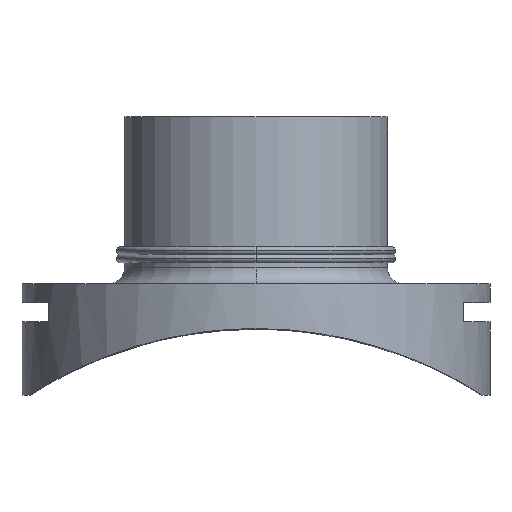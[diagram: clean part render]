
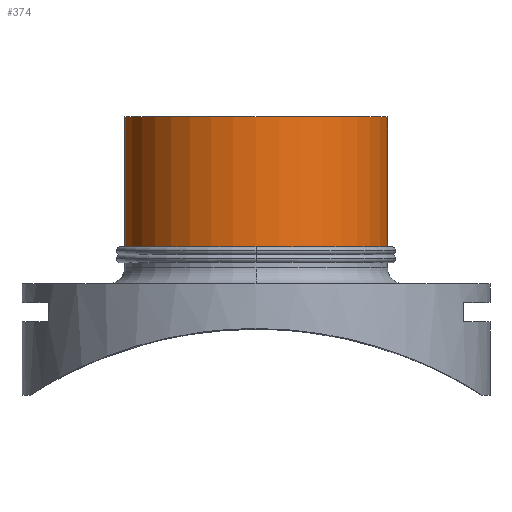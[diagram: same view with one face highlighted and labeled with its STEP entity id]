
A CAD part, top view. The second image highlights one B-rep face of the part: STEP entity #374.
In plain terms, the highlighted cylindrical face has radius 157.5 mm (diameter 315 mm), a partial arc.
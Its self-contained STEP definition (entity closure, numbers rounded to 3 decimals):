
#334 = EDGE_CURVE( '', #698, #384, #826, .T. );
#336 = EDGE_CURVE( '', #384, #600, #828, .T. );
#356 = VERTEX_POINT( '', #850 );
#374 = ADVANCED_FACE( '', ( #870 ), #871, .T. );
#384 = VERTEX_POINT( '', #883 );
#390 = VERTEX_POINT( '', #889 );
#418 = EDGE_CURVE( '', #390, #698, #922, .T. );
#508 = EDGE_CURVE( '', #600, #356, #1028, .T. );
#600 = VERTEX_POINT( '', #1132 );
#698 = VERTEX_POINT( '', #1237 );
#700 = EDGE_CURVE( '', #356, #390, #1239, .T. );
#826 = CIRCLE( '', #1445, 157.5 );
#828 = LINE( '', #1448, #1449 );
#850 = CARTESIAN_POINT( '', ( -157.5, 333., 0. ) );
#870 = FACE_OUTER_BOUND( '', #1500, .T. );
#871 = CYLINDRICAL_SURFACE( '', #1501, 157.5 );
#883 = CARTESIAN_POINT( '', ( 157.5, 172.725, 0. ) );
#889 = CARTESIAN_POINT( '', ( -157.5, 172.725, 0. ) );
#922 = CIRCLE( '', #1561, 157.5 );
#1028 = CIRCLE( '', #1765, 157.5 );
#1132 = CARTESIAN_POINT( '', ( 157.5, 333., 0. ) );
#1237 = CARTESIAN_POINT( '', ( 0., 172.725, 157.5 ) );
#1239 = LINE( '', #2159, #2160 );
#1445 = AXIS2_PLACEMENT_3D( '', #2310, #2311, #2312 );
#1448 = CARTESIAN_POINT( '', ( 157.5, 242.633, 0. ) );
#1449 = VECTOR( '', #2313, 1. );
#1500 = EDGE_LOOP( '', ( #2361, #2362, #2363, #2364, #2365 ) );
#1501 = AXIS2_PLACEMENT_3D( '', #2366, #2367, #2368 );
#1561 = AXIS2_PLACEMENT_3D( '', #2428, #2429, #2430 );
#1765 = AXIS2_PLACEMENT_3D( '', #2567, #2568, #2569 );
#2159 = CARTESIAN_POINT( '', ( -157.5, 242.633, 0. ) );
#2160 = VECTOR( '', #2837, 1. );
#2310 = CARTESIAN_POINT( '', ( 0., 172.725, 0. ) );
#2311 = DIRECTION( '', ( 0., 1., 0. ) );
#2312 = DIRECTION( '', ( -1., 0., 0. ) );
#2313 = DIRECTION( '', ( 0., 1., 0. ) );
#2361 = ORIENTED_EDGE( '', *, *, #700, .T. );
#2362 = ORIENTED_EDGE( '', *, *, #418, .T. );
#2363 = ORIENTED_EDGE( '', *, *, #334, .T. );
#2364 = ORIENTED_EDGE( '', *, *, #336, .T. );
#2365 = ORIENTED_EDGE( '', *, *, #508, .T. );
#2366 = CARTESIAN_POINT( '', ( 0., 242.633, 0. ) );
#2367 = DIRECTION( '', ( 0., 1., 0. ) );
#2368 = DIRECTION( '', ( -1., 0., 0. ) );
#2428 = CARTESIAN_POINT( '', ( 0., 172.725, 0. ) );
#2429 = DIRECTION( '', ( 0., 1., 0. ) );
#2430 = DIRECTION( '', ( -1., 0., 0. ) );
#2567 = CARTESIAN_POINT( '', ( 0., 333., 0. ) );
#2568 = DIRECTION( '', ( 0., -1., 0. ) );
#2569 = DIRECTION( '', ( -1., 0., 0. ) );
#2837 = DIRECTION( '', ( 0., -1., 0. ) );
